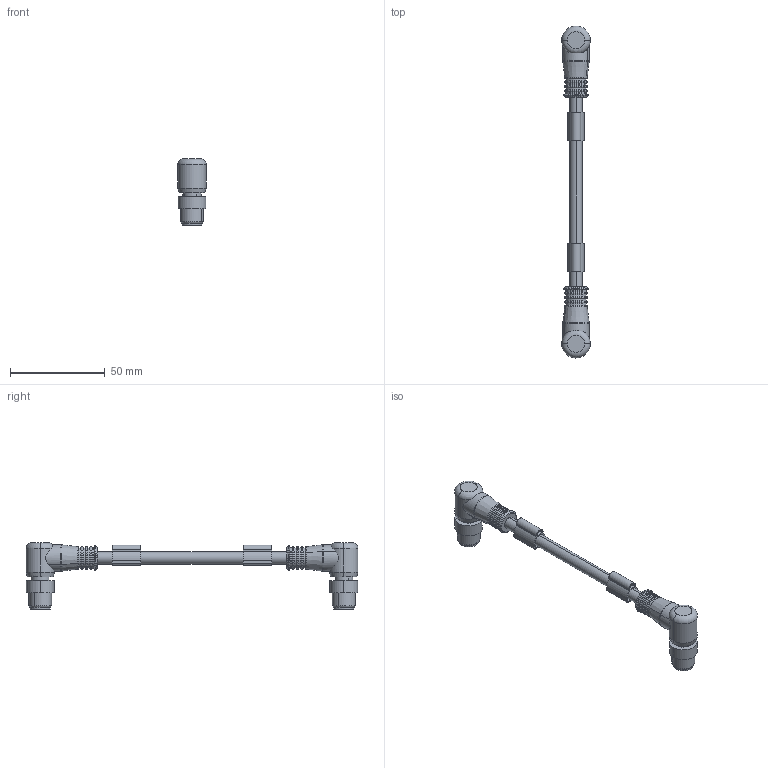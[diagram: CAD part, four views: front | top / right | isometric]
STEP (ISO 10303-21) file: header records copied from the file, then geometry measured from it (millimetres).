
FILE_DESCRIPTION(('CATIA V5 STEP Exchange','CAx-IF Rec.Pracs.--- Model Styling and Organization---1.5--- 2016-08-15','CAx-IF Rec.Pracs.---Supplemental Geometry---1.0---2011-11-01','CAx-IF Rec.Pracs.--- Composite Materials ---1.1---2010-07-15'),'2;1');
FILE_NAME ('1125555-2_0', '2025-06-23T10:52:35+00:00', ('none'), ('Weidmueller'), 'CATIA Version 5-6 Release 2022 SP4 HF5', 'CATIA V5 STEP AP214 v3', 'none');
FILE_SCHEMA(('AUTOMOTIVE_DESIGN { 1 0 10303 214 1 1 1 1 }'));
Length unit declared in the file: millimetre
Products named in the file (1): 2672340000
Bounding box: 15 x 175 x 35 mm (x, y, z)
Volume: 19088.6 mm3; surface area: 12654.1 mm2
Topology: 1 solids, 7 shells, 570 faces, 1342 edges, 792 vertices
Faces by surface type: cylinder 234, torus 134, plane 122, sphere 36, cone 32, bspline 12
Entity records: 16246 total; most frequent: CARTESIAN_POINT 4028, ORIENTED_EDGE 2612, DIRECTION 1962, EDGE_CURVE 1306, AXIS2_PLACEMENT_3D 1124, VERTEX_POINT 792, CIRCLE 726, EDGE_LOOP 624
